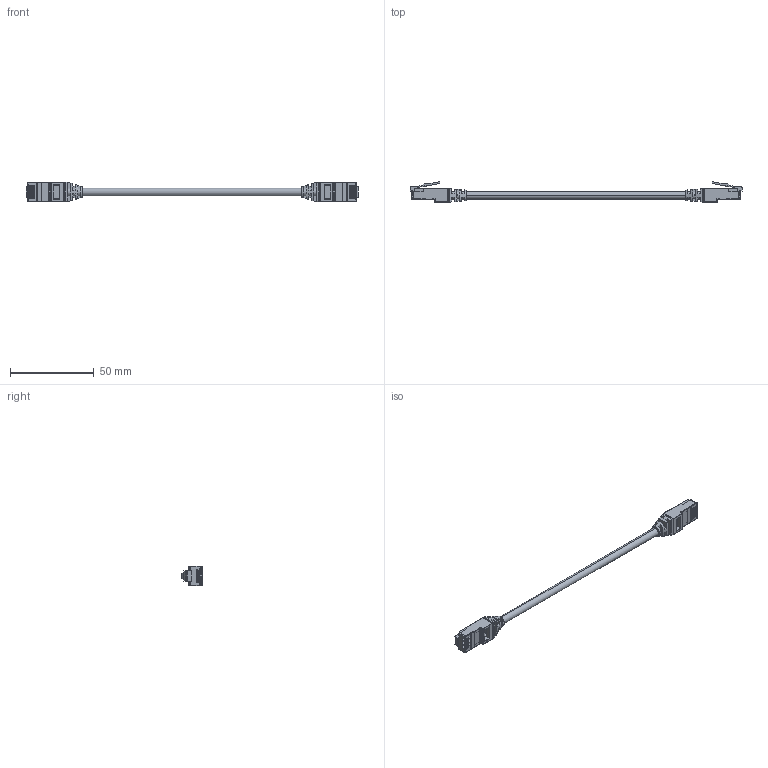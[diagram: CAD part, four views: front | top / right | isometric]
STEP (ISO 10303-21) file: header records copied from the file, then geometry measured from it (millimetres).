
FILE_DESCRIPTION (( 'STEP AP214' ), '1' );
FILE_NAME ('TRD628ABL.STEP', '2015-11-13T14:36:00', ( 'L-Com' ), ( 'L-Com Global Connectivity' ), 'SwSTEP 2.0', 'SolidWorks 2014', '' );
FILE_SCHEMA (( 'AUTOMOTIVE_DESIGN' ));
Length unit declared in the file: inch
Products named in the file (7): 1AD03-015_with crimped pins; 1AD03-015-MA2; 1AD01-008-MA1; 1AD03-015-MA1_no aligning hole; MTN-875; 1AL04-099; TRD628ABL
Assembly tree (15 placements, depth 3):
  TRD628ABL
    1AL04-099
    MTN-875  x2
    1AD03-015_with crimped pins  x2
      1AD03-015-MA1_no aligning hole
      1AD01-008-MA1
      1AD03-015-MA2
Bounding box: 197.97 x 12.19 x 11.68 mm (x, y, z)
Volume: 6185 mm3; surface area: 10295.9 mm2
Topology: 23 solids, 23 shells, 954 faces, 2820 edges, 1848 vertices
Faces by surface type: plane 732, cylinder 194, sphere 16, bspline 8, torus 4
Entity records: 13149 total; most frequent: CARTESIAN_POINT 3083, ORIENTED_EDGE 1802, DIRECTION 1611, EDGE_CURVE 901, VECTOR 703, LINE 703, VERTEX_POINT 590, AXIS2_PLACEMENT_3D 454
